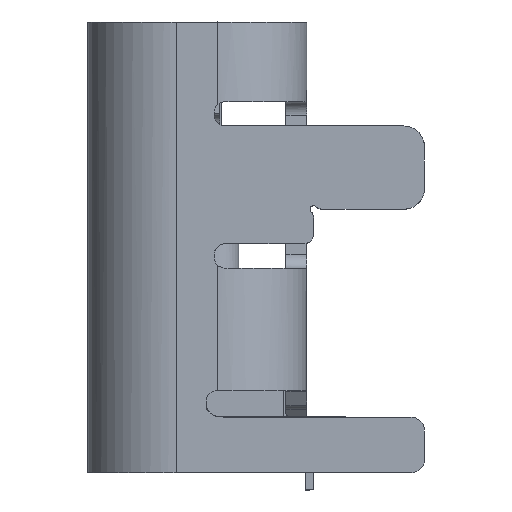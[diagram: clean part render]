
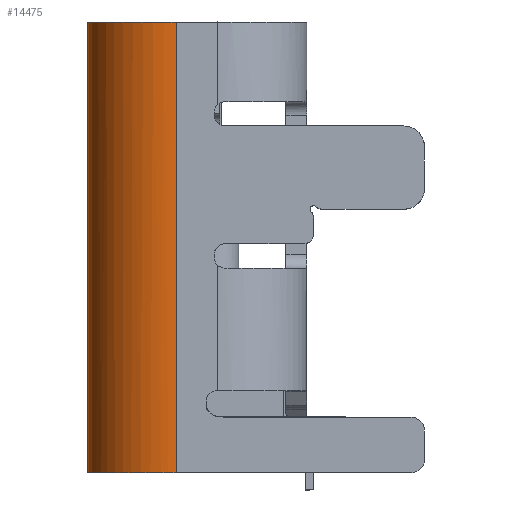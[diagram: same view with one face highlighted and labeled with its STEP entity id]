
A CAD part, left-side view. The second image highlights one B-rep face of the part: STEP entity #14475.
In plain terms, the highlighted cylindrical face has radius 1.28 mm (diameter 2.56 mm), a partial arc.
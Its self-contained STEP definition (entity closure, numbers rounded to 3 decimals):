
#359 = ORIENTED_EDGE ( 'NONE', *, *, #3112, .T. ) ;
#460 = CARTESIAN_POINT ( 'NONE',  ( -4.363, 0.812, 3.25 ) ) ;
#490 = CARTESIAN_POINT ( 'NONE',  ( -3.19, 0.3, 1.75 ) ) ;
#787 = CARTESIAN_POINT ( 'NONE',  ( -3.825, 1.425, 3.25 ) ) ;
#1103 = DIRECTION ( 'NONE',  ( 0., 0., 1. ) ) ;
#1125 = AXIS2_PLACEMENT_3D ( 'NONE', #490, #14021, #16237 ) ;
#1416 = CARTESIAN_POINT ( 'NONE',  ( -4.308, 0.945, -3.25 ) ) ;
#1587 = CARTESIAN_POINT ( 'NONE',  ( -3.527, 1.536, 3.25 ) ) ;
#1693 = CARTESIAN_POINT ( 'NONE',  ( -3.623, 1.505, 3.25 ) ) ;
#2323 = B_SPLINE_CURVE_WITH_KNOTS ( 'NONE', 3,
 ( #21743, #20722, #6445, #20082, #13268, #4782, #1416, #15052, #21859, #12551 ),
 .UNSPECIFIED., .F., .F.,
 ( 4, 2, 2, 2, 4 ),
 ( 0., 0.25, 0.5, 0.75, 1. ),
 .UNSPECIFIED. ) ;
#2476 = CARTESIAN_POINT ( 'NONE',  ( -4.345, 0.852, 3.25 ) ) ;
#2527 = EDGE_CURVE ( 'NONE', #4531, #3190, #15662, .T. ) ;
#3112 = EDGE_CURVE ( 'NONE', #17125, #8322, #2323, .T. ) ;
#3190 = VERTEX_POINT ( 'NONE', #7407 ) ;
#3409 = VECTOR ( 'NONE', #21553, 1000. ) ;
#3710 = CARTESIAN_POINT ( 'NONE',  ( -4.24, 1.042, 3.25 ) ) ;
#3822 = CARTESIAN_POINT ( 'NONE',  ( -4.47, 0.3, 3.25 ) ) ;
#4531 = VERTEX_POINT ( 'NONE', #16429 ) ;
#4782 = CARTESIAN_POINT ( 'NONE',  ( -4.214, 1.087, -3.25 ) ) ;
#5383 = CARTESIAN_POINT ( 'NONE',  ( -4.317, 0.911, 3.25 ) ) ;
#6445 = CARTESIAN_POINT ( 'NONE',  ( -3.525, 1.547, -3.25 ) ) ;
#7407 = CARTESIAN_POINT ( 'NONE',  ( -4.47, 0.3, 3.25 ) ) ;
#7491 = CARTESIAN_POINT ( 'NONE',  ( -4.373, 0.79, 3.25 ) ) ;
#7613 = CARTESIAN_POINT ( 'NONE',  ( -4.47, 0.463, 3.25 ) ) ;
#8322 = VERTEX_POINT ( 'NONE', #13673 ) ;
#8397 = CARTESIAN_POINT ( 'NONE',  ( -3.585, 1.518, 3.25 ) ) ;
#8507 = CARTESIAN_POINT ( 'NONE',  ( -3.641, 1.498, 3.25 ) ) ;
#9061 = CARTESIAN_POINT ( 'NONE',  ( -4.157, 1.143, 3.25 ) ) ;
#10086 = CARTESIAN_POINT ( 'NONE',  ( -3.271, 1.58, 3.25 ) ) ;
#10764 = CARTESIAN_POINT ( 'NONE',  ( -3.19, 1.58, -3.25 ) ) ;
#11495 = CARTESIAN_POINT ( 'NONE',  ( -3.19, 1.58, 0. ) ) ;
#12437 = CYLINDRICAL_SURFACE ( 'NONE', #1125, 1.28 ) ;
#12551 = CARTESIAN_POINT ( 'NONE',  ( -4.47, 0.3, -3.25 ) ) ;
#13268 = CARTESIAN_POINT ( 'NONE',  ( -3.977, 1.324, -3.25 ) ) ;
#13284 = LINE ( 'NONE', #11495, #3409 ) ;
#13673 = CARTESIAN_POINT ( 'NONE',  ( -4.47, 0.3, -3.25 ) ) ;
#14021 = DIRECTION ( 'NONE',  ( 0., 0., 1. ) ) ;
#14475 = ADVANCED_FACE ( 'NONE', ( #20935 ), #12437, .T. ) ;
#14506 = VECTOR ( 'NONE', #1103, 1000. ) ;
#14751 = LINE ( 'NONE', #16416, #14506 ) ;
#15052 = CARTESIAN_POINT ( 'NONE',  ( -4.437, 0.635, -3.25 ) ) ;
#15662 = B_SPLINE_CURVE_WITH_KNOTS ( 'NONE', 3,
 ( #18577, #10086, #16899, #1587, #8397, #1693, #8507, #787, #17455, #9061, #3710, #5383, #2476, #460, #7491, #21131, #7613, #3822 ),
 .UNSPECIFIED., .F., .F.,
 ( 4, 1, 1, 2, 2, 2, 1, 1, 2, 2, 4 ),
 ( 0., 0.125, 0.187, 0.219, 0.25, 0.5, 0.625, 0.687, 0.719, 0.75, 1. ),
 .UNSPECIFIED. ) ;
#16237 = DIRECTION ( 'NONE',  ( 1., 0., 0. ) ) ;
#16416 = CARTESIAN_POINT ( 'NONE',  ( -4.47, 0.3, 1.75 ) ) ;
#16429 = CARTESIAN_POINT ( 'NONE',  ( -3.19, 1.58, 3.25 ) ) ;
#16899 = CARTESIAN_POINT ( 'NONE',  ( -3.391, 1.569, 3.25 ) ) ;
#17125 = VERTEX_POINT ( 'NONE', #10764 ) ;
#17279 = EDGE_LOOP ( 'NONE', ( #359, #22094, #18279, #18707 ) ) ;
#17455 = CARTESIAN_POINT ( 'NONE',  ( -3.97, 1.33, 3.25 ) ) ;
#18279 = ORIENTED_EDGE ( 'NONE', *, *, #2527, .F. ) ;
#18577 = CARTESIAN_POINT ( 'NONE',  ( -3.19, 1.58, 3.25 ) ) ;
#18696 = EDGE_CURVE ( 'NONE', #17125, #4531, #13284, .T. ) ;
#18707 = ORIENTED_EDGE ( 'NONE', *, *, #18696, .F. ) ;
#19862 = EDGE_CURVE ( 'NONE', #8322, #3190, #14751, .T. ) ;
#20082 = CARTESIAN_POINT ( 'NONE',  ( -3.835, 1.418, -3.25 ) ) ;
#20722 = CARTESIAN_POINT ( 'NONE',  ( -3.358, 1.58, -3.25 ) ) ;
#20935 = FACE_OUTER_BOUND ( 'NONE', #17279, .T. ) ;
#21131 = CARTESIAN_POINT ( 'NONE',  ( -4.44, 0.62, 3.25 ) ) ;
#21553 = DIRECTION ( 'NONE',  ( 0., 0., 1. ) ) ;
#21743 = CARTESIAN_POINT ( 'NONE',  ( -3.19, 1.58, -3.25 ) ) ;
#21859 = CARTESIAN_POINT ( 'NONE',  ( -4.47, 0.468, -3.25 ) ) ;
#22094 = ORIENTED_EDGE ( 'NONE', *, *, #19862, .T. ) ;
